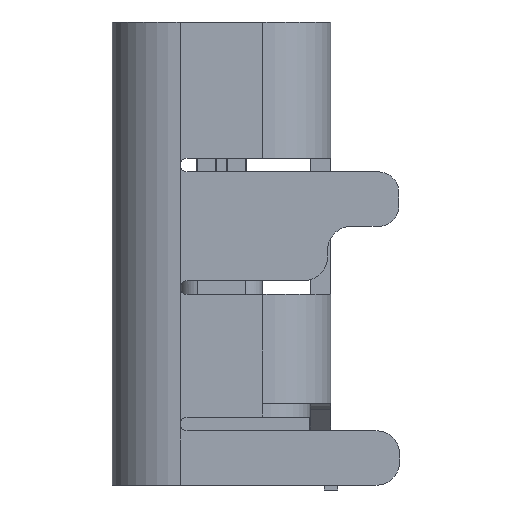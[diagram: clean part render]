
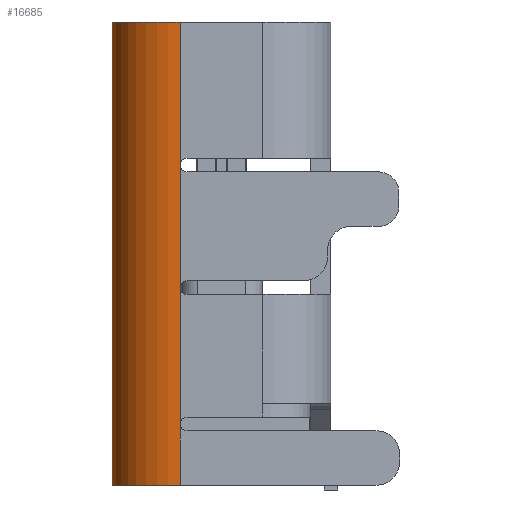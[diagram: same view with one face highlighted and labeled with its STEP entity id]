
A CAD part, left-side view. The second image highlights one B-rep face of the part: STEP entity #16685.
In plain terms, the highlighted cylindrical face has radius 1 mm (diameter 2 mm), a partial arc.
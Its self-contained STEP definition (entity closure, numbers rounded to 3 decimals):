
#331 = CARTESIAN_POINT ( 'NONE',  ( -4.47, 0.605, -6.8 ) ) ;
#349 = DIRECTION ( 'NONE',  ( 0., 0., 1. ) ) ;
#395 = VECTOR ( 'NONE', #12267, 1000. ) ;
#535 = VERTEX_POINT ( 'NONE', #6786 ) ;
#851 = VERTEX_POINT ( 'NONE', #14343 ) ;
#904 = DIRECTION ( 'NONE',  ( 1., 0., 0. ) ) ;
#906 = CARTESIAN_POINT ( 'NONE',  ( -3.47, 0.605, -6.8 ) ) ;
#1174 = LINE ( 'NONE', #16437, #6771 ) ;
#1577 = LINE ( 'NONE', #5738, #395 ) ;
#2028 = EDGE_CURVE ( 'NONE', #851, #9438, #1174, .T. ) ;
#2200 = CIRCLE ( 'NONE', #6281, 1. ) ;
#3082 = CARTESIAN_POINT ( 'NONE',  ( -3.47, 1.605, -6.8 ) ) ;
#3627 = DIRECTION ( 'NONE',  ( 0., 0., 1. ) ) ;
#4356 = AXIS2_PLACEMENT_3D ( 'NONE', #906, #4802, #6075 ) ;
#4634 = CARTESIAN_POINT ( 'NONE',  ( -4.47, 0.605, -2.1 ) ) ;
#4802 = DIRECTION ( 'NONE',  ( 0., 0., 1. ) ) ;
#4967 = EDGE_LOOP ( 'NONE', ( #13987, #6666, #8514, #16311, #15321, #13137, #8113 ) ) ;
#4983 = FACE_OUTER_BOUND ( 'NONE', #4967, .T. ) ;
#5173 = VECTOR ( 'NONE', #13435, 1000. ) ;
#5271 = CARTESIAN_POINT ( 'NONE',  ( -3.47, 0.605, -6.8 ) ) ;
#5418 = DIRECTION ( 'NONE',  ( 0., 0., 1. ) ) ;
#5738 = CARTESIAN_POINT ( 'NONE',  ( -4.47, 0.605, -6.8 ) ) ;
#6075 = DIRECTION ( 'NONE',  ( 1., 0., 0. ) ) ;
#6281 = AXIS2_PLACEMENT_3D ( 'NONE', #16427, #3627, #904 ) ;
#6502 = EDGE_CURVE ( 'NONE', #14446, #535, #10699, .T. ) ;
#6666 = ORIENTED_EDGE ( 'NONE', *, *, #15191, .F. ) ;
#6771 = VECTOR ( 'NONE', #16620, 1000. ) ;
#6786 = CARTESIAN_POINT ( 'NONE',  ( -4.47, 0.605, 0. ) ) ;
#6787 = AXIS2_PLACEMENT_3D ( 'NONE', #5271, #5418, #7652 ) ;
#6797 = CARTESIAN_POINT ( 'NONE',  ( -4.47, 0.605, -6.8 ) ) ;
#7259 = CYLINDRICAL_SURFACE ( 'NONE', #4356, 1. ) ;
#7652 = DIRECTION ( 'NONE',  ( 1., 0., 0. ) ) ;
#8113 = ORIENTED_EDGE ( 'NONE', *, *, #6502, .T. ) ;
#8183 = DIRECTION ( 'NONE',  ( 0., 0., 1. ) ) ;
#8514 = ORIENTED_EDGE ( 'NONE', *, *, #11424, .T. ) ;
#8897 = CARTESIAN_POINT ( 'NONE',  ( -4.47, 0.605, -3.9 ) ) ;
#9438 = VERTEX_POINT ( 'NONE', #8897 ) ;
#9539 = VECTOR ( 'NONE', #8183, 1000. ) ;
#9617 = CARTESIAN_POINT ( 'NONE',  ( -4.47, 0.605, -6.8 ) ) ;
#9679 = EDGE_CURVE ( 'NONE', #9438, #14446, #1577, .T. ) ;
#10162 = VERTEX_POINT ( 'NONE', #3082 ) ;
#10260 = LINE ( 'NONE', #15529, #9539 ) ;
#10323 = CARTESIAN_POINT ( 'NONE',  ( -3.47, 1.605, 0. ) ) ;
#10699 = LINE ( 'NONE', #6797, #10708 ) ;
#10708 = VECTOR ( 'NONE', #349, 1000. ) ;
#11424 = EDGE_CURVE ( 'NONE', #10162, #11579, #12432, .T. ) ;
#11579 = VERTEX_POINT ( 'NONE', #331 ) ;
#12267 = DIRECTION ( 'NONE',  ( 0., 0., 1. ) ) ;
#12432 = CIRCLE ( 'NONE', #6787, 1. ) ;
#13137 = ORIENTED_EDGE ( 'NONE', *, *, #9679, .T. ) ;
#13298 = VERTEX_POINT ( 'NONE', #10323 ) ;
#13386 = EDGE_CURVE ( 'NONE', #11579, #851, #16071, .T. ) ;
#13435 = DIRECTION ( 'NONE',  ( 0., 0., 1. ) ) ;
#13987 = ORIENTED_EDGE ( 'NONE', *, *, #14400, .F. ) ;
#14343 = CARTESIAN_POINT ( 'NONE',  ( -4.47, 0.605, -5.9 ) ) ;
#14400 = EDGE_CURVE ( 'NONE', #13298, #535, #2200, .T. ) ;
#14446 = VERTEX_POINT ( 'NONE', #4634 ) ;
#15191 = EDGE_CURVE ( 'NONE', #10162, #13298, #10260, .T. ) ;
#15321 = ORIENTED_EDGE ( 'NONE', *, *, #2028, .T. ) ;
#15529 = CARTESIAN_POINT ( 'NONE',  ( -3.47, 1.605, -6.8 ) ) ;
#16071 = LINE ( 'NONE', #9617, #5173 ) ;
#16311 = ORIENTED_EDGE ( 'NONE', *, *, #13386, .T. ) ;
#16427 = CARTESIAN_POINT ( 'NONE',  ( -3.47, 0.605, 0. ) ) ;
#16437 = CARTESIAN_POINT ( 'NONE',  ( -4.47, 0.605, -6.8 ) ) ;
#16620 = DIRECTION ( 'NONE',  ( 0., 0., 1. ) ) ;
#16685 = ADVANCED_FACE ( 'NONE', ( #4983 ), #7259, .T. ) ;
